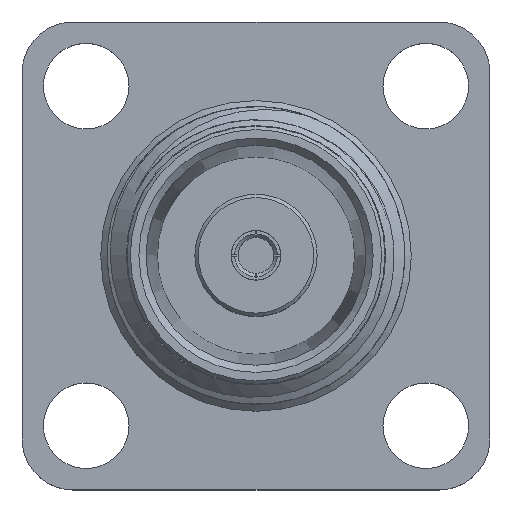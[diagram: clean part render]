
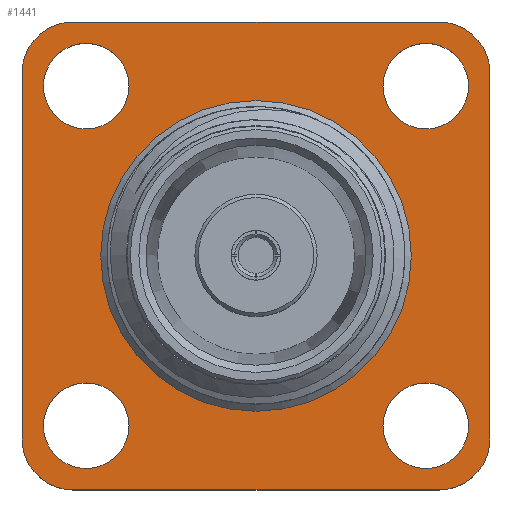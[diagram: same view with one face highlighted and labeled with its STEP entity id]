
A CAD part, top view. The second image highlights one B-rep face of the part: STEP entity #1441.
In plain terms, the highlighted planar face has unit normal (0, 0, 1).
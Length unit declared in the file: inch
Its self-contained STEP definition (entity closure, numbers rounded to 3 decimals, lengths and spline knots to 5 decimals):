
#13 = VERTEX_POINT ( 'NONE', #3231 ) ;
#30 = DIRECTION ( 'NONE',  ( 0., -1., 0. ) ) ;
#75 = AXIS2_PLACEMENT_3D ( 'NONE', #3692, #235, #1678 ) ;
#86 = CARTESIAN_POINT ( 'NONE',  ( 0.313, 0.25, 0. ) ) ;
#89 = CIRCLE ( 'NONE', #3297, 0.063 ) ;
#103 = VERTEX_POINT ( 'NONE', #625 ) ;
#112 = CARTESIAN_POINT ( 'NONE',  ( -0.187, -0.25, 0. ) ) ;
#129 = ORIENTED_EDGE ( 'NONE', *, *, #1342, .T. ) ;
#149 = ORIENTED_EDGE ( 'NONE', *, *, #1402, .T. ) ;
#163 = VERTEX_POINT ( 'NONE', #2720 ) ;
#174 = DIRECTION ( 'NONE',  ( -1., 0., 0. ) ) ;
#231 = PLANE ( 'NONE',  #1472 ) ;
#235 = DIRECTION ( 'NONE',  ( 0., 0., 1. ) ) ;
#256 = FACE_BOUND ( 'NONE', #919, .T. ) ;
#293 = LINE ( 'NONE', #1512, #2309 ) ;
#340 = FACE_OUTER_BOUND ( 'NONE', #2856, .T. ) ;
#433 = DIRECTION ( 'NONE',  ( 1., 0., 0. ) ) ;
#449 = AXIS2_PLACEMENT_3D ( 'NONE', #1329, #757, #1940 ) ;
#471 = ORIENTED_EDGE ( 'NONE', *, *, #2306, .F. ) ;
#493 = EDGE_CURVE ( 'NONE', #1757, #1757, #89, .T. ) ;
#517 = VERTEX_POINT ( 'NONE', #665 ) ;
#537 = CARTESIAN_POINT ( 'NONE',  ( 0.25, -0.25, 0. ) ) ;
#554 = CIRCLE ( 'NONE', #75, 0.063 ) ;
#569 = ORIENTED_EDGE ( 'NONE', *, *, #3458, .F. ) ;
#607 = EDGE_LOOP ( 'NONE', ( #980 ) ) ;
#614 = FACE_BOUND ( 'NONE', #2180, .T. ) ;
#623 = DIRECTION ( 'NONE',  ( -1., 0., 0. ) ) ;
#625 = CARTESIAN_POINT ( 'NONE',  ( -0.34449, -0.26949, 0. ) ) ;
#665 = CARTESIAN_POINT ( 'NONE',  ( 0.26949, 0.34449, 0. ) ) ;
#695 = CARTESIAN_POINT ( 'NONE',  ( -0.26949, 0.34449, 0. ) ) ;
#757 = DIRECTION ( 'NONE',  ( 0., 0., -1. ) ) ;
#783 = CIRCLE ( 'NONE', #1624, 0.075 ) ;
#789 = FACE_BOUND ( 'NONE', #3128, .T. ) ;
#809 = EDGE_CURVE ( 'NONE', #103, #3721, #2874, .T. ) ;
#821 = VERTEX_POINT ( 'NONE', #3296 ) ;
#835 = FACE_BOUND ( 'NONE', #984, .T. ) ;
#838 = EDGE_CURVE ( 'NONE', #3721, #2222, #1072, .T. ) ;
#881 = LINE ( 'NONE', #2317, #1539 ) ;
#888 = AXIS2_PLACEMENT_3D ( 'NONE', #537, #2831, #2323 ) ;
#895 = VECTOR ( 'NONE', #3460, 39.37008 ) ;
#919 = EDGE_LOOP ( 'NONE', ( #471 ) ) ;
#937 = ORIENTED_EDGE ( 'NONE', *, *, #809, .T. ) ;
#950 = EDGE_CURVE ( 'NONE', #163, #103, #881, .T. ) ;
#954 = VERTEX_POINT ( 'NONE', #112 ) ;
#956 = LINE ( 'NONE', #1318, #1756 ) ;
#973 = DIRECTION ( 'NONE',  ( 0., 1., 0. ) ) ;
#980 = ORIENTED_EDGE ( 'NONE', *, *, #1943, .F. ) ;
#984 = EDGE_LOOP ( 'NONE', ( #569 ) ) ;
#1051 = CIRCLE ( 'NONE', #888, 0.063 ) ;
#1055 = DIRECTION ( 'NONE',  ( -1., 0., 0. ) ) ;
#1072 = LINE ( 'NONE', #3164, #895 ) ;
#1081 = CARTESIAN_POINT ( 'NONE',  ( -0.26949, -0.26949, 0. ) ) ;
#1101 = VERTEX_POINT ( 'NONE', #695 ) ;
#1103 = DIRECTION ( 'NONE',  ( 0., 0., -1. ) ) ;
#1276 = CARTESIAN_POINT ( 'NONE',  ( 0.26949, -0.26949, 0. ) ) ;
#1311 = ORIENTED_EDGE ( 'NONE', *, *, #2551, .T. ) ;
#1316 = ORIENTED_EDGE ( 'NONE', *, *, #3222, .T. ) ;
#1318 = CARTESIAN_POINT ( 'NONE',  ( -0.34449, 0.34449, 0. ) ) ;
#1324 = CARTESIAN_POINT ( 'NONE',  ( -0.25, -0.25, 0. ) ) ;
#1329 = CARTESIAN_POINT ( 'NONE',  ( 0., 0., 0. ) ) ;
#1342 = EDGE_CURVE ( 'NONE', #821, #821, #2363, .T. ) ;
#1402 = EDGE_CURVE ( 'NONE', #517, #1101, #956, .T. ) ;
#1441 = ADVANCED_FACE ( 'NONE', ( #614, #256, #3488, #835, #789, #340 ), #231, .F. ) ;
#1472 = AXIS2_PLACEMENT_3D ( 'NONE', #2529, #1103, #2279 ) ;
#1488 = CARTESIAN_POINT ( 'NONE',  ( -0.26949, 0.26949, 0. ) ) ;
#1512 = CARTESIAN_POINT ( 'NONE',  ( 0.34449, -0.34449, 0. ) ) ;
#1539 = VECTOR ( 'NONE', #30, 39.37008 ) ;
#1586 = ORIENTED_EDGE ( 'NONE', *, *, #2018, .T. ) ;
#1624 = AXIS2_PLACEMENT_3D ( 'NONE', #1641, #3132, #3378 ) ;
#1632 = VERTEX_POINT ( 'NONE', #2194 ) ;
#1641 = CARTESIAN_POINT ( 'NONE',  ( 0.26949, 0.26949, 0. ) ) ;
#1678 = DIRECTION ( 'NONE',  ( 1., 0., 0. ) ) ;
#1756 = VECTOR ( 'NONE', #1055, 39.37008 ) ;
#1757 = VERTEX_POINT ( 'NONE', #3549 ) ;
#1778 = DIRECTION ( 'NONE',  ( 0., 0., 1. ) ) ;
#1790 = DIRECTION ( 'NONE',  ( -1., 0., 0. ) ) ;
#1884 = AXIS2_PLACEMENT_3D ( 'NONE', #1276, #1898, #174 ) ;
#1892 = ORIENTED_EDGE ( 'NONE', *, *, #950, .T. ) ;
#1898 = DIRECTION ( 'NONE',  ( 0., 0., 1. ) ) ;
#1913 = CIRCLE ( 'NONE', #2364, 0.063 ) ;
#1940 = DIRECTION ( 'NONE',  ( -1., 0., 0. ) ) ;
#1943 = EDGE_CURVE ( 'NONE', #3252, #3252, #1051, .T. ) ;
#2018 = EDGE_CURVE ( 'NONE', #1101, #163, #3476, .T. ) ;
#2048 = ORIENTED_EDGE ( 'NONE', *, *, #838, .T. ) ;
#2110 = CARTESIAN_POINT ( 'NONE',  ( 0.26949, -0.34449, 0. ) ) ;
#2180 = EDGE_LOOP ( 'NONE', ( #129 ) ) ;
#2194 = CARTESIAN_POINT ( 'NONE',  ( 0.34449, -0.26949, 0. ) ) ;
#2222 = VERTEX_POINT ( 'NONE', #2110 ) ;
#2232 = AXIS2_PLACEMENT_3D ( 'NONE', #1488, #3518, #1790 ) ;
#2279 = DIRECTION ( 'NONE',  ( -1., 0., 0. ) ) ;
#2306 = EDGE_CURVE ( 'NONE', #954, #954, #1913, .T. ) ;
#2309 = VECTOR ( 'NONE', #973, 39.37008 ) ;
#2317 = CARTESIAN_POINT ( 'NONE',  ( -0.34449, -0.34449, 0. ) ) ;
#2323 = DIRECTION ( 'NONE',  ( 1., 0., 0. ) ) ;
#2363 = CIRCLE ( 'NONE', #449, 0.22875 ) ;
#2364 = AXIS2_PLACEMENT_3D ( 'NONE', #1324, #3331, #433 ) ;
#2365 = DIRECTION ( 'NONE',  ( 1., 0., 0. ) ) ;
#2435 = CARTESIAN_POINT ( 'NONE',  ( 0.313, -0.25, 0. ) ) ;
#2529 = CARTESIAN_POINT ( 'NONE',  ( 0., 0., 0. ) ) ;
#2551 = EDGE_CURVE ( 'NONE', #13, #517, #783, .T. ) ;
#2638 = CARTESIAN_POINT ( 'NONE',  ( -0.25, 0.25, 0. ) ) ;
#2668 = CARTESIAN_POINT ( 'NONE',  ( -0.26949, -0.34449, 0. ) ) ;
#2720 = CARTESIAN_POINT ( 'NONE',  ( -0.34449, 0.26949, 0. ) ) ;
#2831 = DIRECTION ( 'NONE',  ( 0., 0., 1. ) ) ;
#2856 = EDGE_LOOP ( 'NONE', ( #149, #1586, #1892, #937, #2048, #3536, #1316, #1311 ) ) ;
#2874 = CIRCLE ( 'NONE', #2903, 0.075 ) ;
#2903 = AXIS2_PLACEMENT_3D ( 'NONE', #1081, #3145, #623 ) ;
#2977 = VERTEX_POINT ( 'NONE', #86 ) ;
#2998 = ORIENTED_EDGE ( 'NONE', *, *, #493, .F. ) ;
#3128 = EDGE_LOOP ( 'NONE', ( #2998 ) ) ;
#3132 = DIRECTION ( 'NONE',  ( 0., 0., 1. ) ) ;
#3145 = DIRECTION ( 'NONE',  ( 0., 0., 1. ) ) ;
#3164 = CARTESIAN_POINT ( 'NONE',  ( -0.34449, -0.34449, 0. ) ) ;
#3214 = CIRCLE ( 'NONE', #1884, 0.075 ) ;
#3222 = EDGE_CURVE ( 'NONE', #1632, #13, #293, .T. ) ;
#3231 = CARTESIAN_POINT ( 'NONE',  ( 0.34449, 0.26949, 0. ) ) ;
#3252 = VERTEX_POINT ( 'NONE', #2435 ) ;
#3296 = CARTESIAN_POINT ( 'NONE',  ( -0.22875, 0., 0. ) ) ;
#3297 = AXIS2_PLACEMENT_3D ( 'NONE', #2638, #1778, #2365 ) ;
#3322 = EDGE_CURVE ( 'NONE', #2222, #1632, #3214, .T. ) ;
#3331 = DIRECTION ( 'NONE',  ( 0., 0., 1. ) ) ;
#3378 = DIRECTION ( 'NONE',  ( -1., 0., 0. ) ) ;
#3458 = EDGE_CURVE ( 'NONE', #2977, #2977, #554, .T. ) ;
#3460 = DIRECTION ( 'NONE',  ( 1., 0., 0. ) ) ;
#3476 = CIRCLE ( 'NONE', #2232, 0.075 ) ;
#3488 = FACE_BOUND ( 'NONE', #607, .T. ) ;
#3518 = DIRECTION ( 'NONE',  ( 0., 0., 1. ) ) ;
#3536 = ORIENTED_EDGE ( 'NONE', *, *, #3322, .T. ) ;
#3549 = CARTESIAN_POINT ( 'NONE',  ( -0.187, 0.25, 0. ) ) ;
#3692 = CARTESIAN_POINT ( 'NONE',  ( 0.25, 0.25, 0. ) ) ;
#3721 = VERTEX_POINT ( 'NONE', #2668 ) ;
